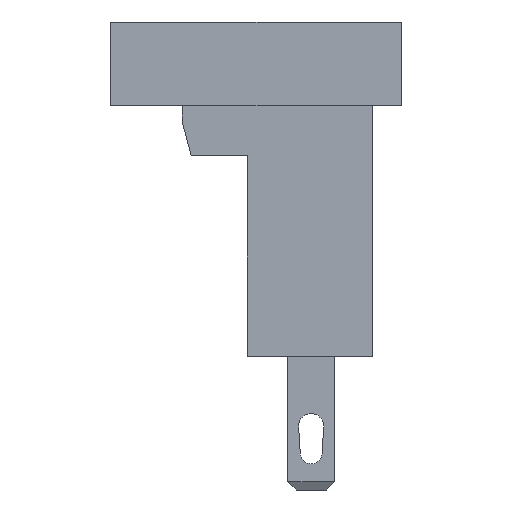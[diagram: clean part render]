
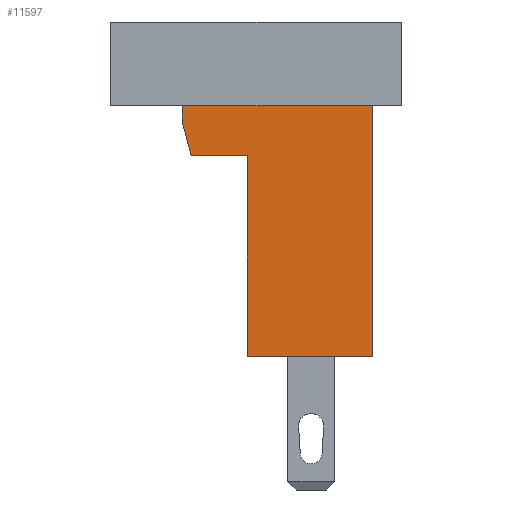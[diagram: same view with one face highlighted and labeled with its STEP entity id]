
A CAD part, left-side view. The second image highlights one B-rep face of the part: STEP entity #11597.
In plain terms, the highlighted planar face has unit normal (-1, 0, 0).
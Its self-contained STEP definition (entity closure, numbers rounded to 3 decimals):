
#11586=AXIS2_PLACEMENT_3D('Plane Axis2P3D',#11583,#11584,#11585) ;
#293=CARTESIAN_POINT('Vertex',(9.02,13.11,23.)) ;
#298=CARTESIAN_POINT('Line Origine',(9.02,7.418,23.)) ;
#302=CARTESIAN_POINT('Vertex',(9.02,1.727,23.)) ;
#505=CARTESIAN_POINT('Vertex',(9.02,13.11,22.)) ;
#508=CARTESIAN_POINT('Line Origine',(9.02,13.11,22.5)) ;
#558=CARTESIAN_POINT('Line Origine',(9.02,12.842,21.)) ;
#562=CARTESIAN_POINT('Vertex',(9.02,12.574,20.)) ;
#633=CARTESIAN_POINT('Vertex',(9.02,9.211,20.)) ;
#636=CARTESIAN_POINT('Line Origine',(9.02,10.892,20.)) ;
#779=CARTESIAN_POINT('Vertex',(9.02,9.211,8.)) ;
#786=CARTESIAN_POINT('Vertex',(9.02,1.727,8.)) ;
#789=CARTESIAN_POINT('Line Origine',(9.02,5.469,8.)) ;
#1428=CARTESIAN_POINT('Line Origine',(9.02,9.211,14.)) ;
#4929=CARTESIAN_POINT('Line Origine',(9.02,1.727,15.5)) ;
#11583=CARTESIAN_POINT('Axis2P3D Location',(9.02,13.11,23.)) ;
#299=DIRECTION('Vector Direction',(0.,-1.,0.)) ;
#509=DIRECTION('Vector Direction',(0.,0.,1.)) ;
#559=DIRECTION('Vector Direction',(0.,0.259,0.966)) ;
#637=DIRECTION('Vector Direction',(0.,1.,0.)) ;
#790=DIRECTION('Vector Direction',(0.,-1.,0.)) ;
#1429=DIRECTION('Vector Direction',(0.,0.,1.)) ;
#4930=DIRECTION('Vector Direction',(0.,0.,-1.)) ;
#11584=DIRECTION('Axis2P3D Direction',(1.,0.,0.)) ;
#11585=DIRECTION('Axis2P3D XDirection',(0.,-1.,0.)) ;
#300=VECTOR('Line Direction',#299,1.) ;
#510=VECTOR('Line Direction',#509,1.) ;
#560=VECTOR('Line Direction',#559,1.) ;
#638=VECTOR('Line Direction',#637,1.) ;
#791=VECTOR('Line Direction',#790,1.) ;
#1430=VECTOR('Line Direction',#1429,1.) ;
#4931=VECTOR('Line Direction',#4930,1.) ;
#11589=ORIENTED_EDGE('',*,*,#4933,.F.) ;
#11590=ORIENTED_EDGE('',*,*,#304,.F.) ;
#11591=ORIENTED_EDGE('',*,*,#512,.F.) ;
#11592=ORIENTED_EDGE('',*,*,#564,.F.) ;
#11593=ORIENTED_EDGE('',*,*,#640,.F.) ;
#11594=ORIENTED_EDGE('',*,*,#1432,.F.) ;
#11595=ORIENTED_EDGE('',*,*,#793,.T.) ;
#11597=ADVANCED_FACE('model',(#11596),#11587,.F.) ;
#304=EDGE_CURVE('',#294,#303,#301,.T.) ;
#512=EDGE_CURVE('',#506,#294,#511,.T.) ;
#564=EDGE_CURVE('',#563,#506,#561,.T.) ;
#640=EDGE_CURVE('',#634,#563,#639,.T.) ;
#793=EDGE_CURVE('',#780,#787,#792,.T.) ;
#1432=EDGE_CURVE('',#780,#634,#1431,.T.) ;
#4933=EDGE_CURVE('',#303,#787,#4932,.T.) ;
#11588=EDGE_LOOP('',(#11589,#11590,#11591,#11592,#11593,#11594,#11595)) ;
#11596=FACE_OUTER_BOUND('',#11588,.T.) ;
#301=LINE('Line',#298,#300) ;
#511=LINE('Line',#508,#510) ;
#561=LINE('Line',#558,#560) ;
#639=LINE('Line',#636,#638) ;
#792=LINE('Line',#789,#791) ;
#1431=LINE('Line',#1428,#1430) ;
#4932=LINE('Line',#4929,#4931) ;
#11587=PLANE('',#11586) ;
#294=VERTEX_POINT('',#293) ;
#303=VERTEX_POINT('',#302) ;
#506=VERTEX_POINT('',#505) ;
#563=VERTEX_POINT('',#562) ;
#634=VERTEX_POINT('',#633) ;
#780=VERTEX_POINT('',#779) ;
#787=VERTEX_POINT('',#786) ;
